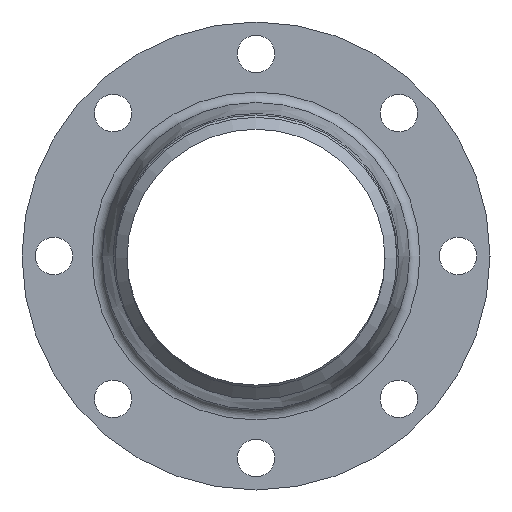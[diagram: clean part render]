
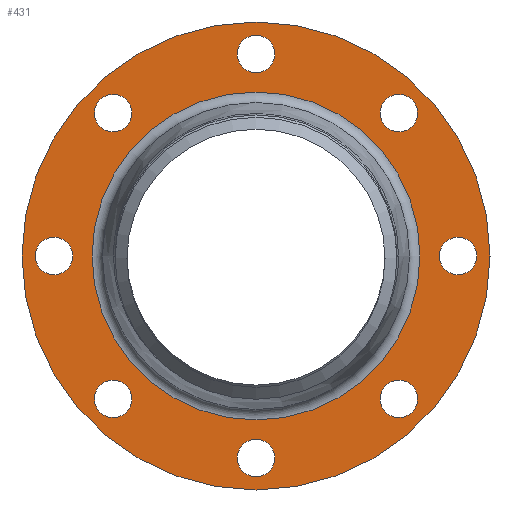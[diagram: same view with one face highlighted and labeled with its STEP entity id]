
A CAD part, left-side view. The second image highlights one B-rep face of the part: STEP entity #431.
In plain terms, the highlighted planar face has unit normal (-1, 0, 0).
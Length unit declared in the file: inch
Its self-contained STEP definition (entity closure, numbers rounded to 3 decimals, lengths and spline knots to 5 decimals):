
#19=FACE_BOUND('',#102,.T.);
#20=FACE_BOUND('',#103,.T.);
#21=FACE_BOUND('',#104,.T.);
#22=FACE_BOUND('',#105,.T.);
#23=FACE_BOUND('',#106,.T.);
#24=FACE_BOUND('',#107,.T.);
#25=FACE_BOUND('',#108,.T.);
#26=FACE_BOUND('',#109,.T.);
#27=FACE_BOUND('',#110,.T.);
#38=PLANE('',#493);
#77=FACE_OUTER_BOUND('',#101,.T.);
#101=EDGE_LOOP('',(#338));
#102=EDGE_LOOP('',(#339));
#103=EDGE_LOOP('',(#340));
#104=EDGE_LOOP('',(#341));
#105=EDGE_LOOP('',(#342));
#106=EDGE_LOOP('',(#343));
#107=EDGE_LOOP('',(#344));
#108=EDGE_LOOP('',(#345));
#109=EDGE_LOOP('',(#346));
#110=EDGE_LOOP('',(#347));
#182=CIRCLE('',#490,3.854);
#184=CIRCLE('',#494,5.5);
#185=CIRCLE('',#495,0.44);
#186=CIRCLE('',#496,0.44);
#187=CIRCLE('',#497,0.44);
#188=CIRCLE('',#498,0.44);
#189=CIRCLE('',#499,0.44);
#190=CIRCLE('',#500,0.44);
#191=CIRCLE('',#501,0.44);
#192=CIRCLE('',#502,0.44);
#221=VERTEX_POINT('',#1213);
#222=VERTEX_POINT('',#1224);
#223=VERTEX_POINT('',#1226);
#224=VERTEX_POINT('',#1228);
#225=VERTEX_POINT('',#1230);
#226=VERTEX_POINT('',#1232);
#227=VERTEX_POINT('',#1234);
#228=VERTEX_POINT('',#1236);
#229=VERTEX_POINT('',#1238);
#230=VERTEX_POINT('',#1240);
#262=EDGE_CURVE('',#221,#221,#182,.T.);
#266=EDGE_CURVE('',#222,#222,#184,.T.);
#267=EDGE_CURVE('',#223,#223,#185,.T.);
#268=EDGE_CURVE('',#224,#224,#186,.T.);
#269=EDGE_CURVE('',#225,#225,#187,.T.);
#270=EDGE_CURVE('',#226,#226,#188,.T.);
#271=EDGE_CURVE('',#227,#227,#189,.T.);
#272=EDGE_CURVE('',#228,#228,#190,.T.);
#273=EDGE_CURVE('',#229,#229,#191,.T.);
#274=EDGE_CURVE('',#230,#230,#192,.T.);
#338=ORIENTED_EDGE('',*,*,#266,.F.);
#339=ORIENTED_EDGE('',*,*,#267,.T.);
#340=ORIENTED_EDGE('',*,*,#268,.T.);
#341=ORIENTED_EDGE('',*,*,#269,.T.);
#342=ORIENTED_EDGE('',*,*,#270,.T.);
#343=ORIENTED_EDGE('',*,*,#271,.T.);
#344=ORIENTED_EDGE('',*,*,#272,.T.);
#345=ORIENTED_EDGE('',*,*,#273,.T.);
#346=ORIENTED_EDGE('',*,*,#274,.T.);
#347=ORIENTED_EDGE('',*,*,#262,.F.);
#431=ADVANCED_FACE('',(#77,#19,#20,#21,#22,#23,#24,#25,#26,#27),#38,.F.);
#490=AXIS2_PLACEMENT_3D('',#1215,#574,#575);
#493=AXIS2_PLACEMENT_3D('',#1223,#581,#582);
#494=AXIS2_PLACEMENT_3D('',#1225,#583,#584);
#495=AXIS2_PLACEMENT_3D('',#1227,#585,#586);
#496=AXIS2_PLACEMENT_3D('',#1229,#587,#588);
#497=AXIS2_PLACEMENT_3D('',#1231,#589,#590);
#498=AXIS2_PLACEMENT_3D('',#1233,#591,#592);
#499=AXIS2_PLACEMENT_3D('',#1235,#593,#594);
#500=AXIS2_PLACEMENT_3D('',#1237,#595,#596);
#501=AXIS2_PLACEMENT_3D('',#1239,#597,#598);
#502=AXIS2_PLACEMENT_3D('',#1241,#599,#600);
#574=DIRECTION('center_axis',(-1.,0.,0.));
#575=DIRECTION('ref_axis',(0.,-1.,0.));
#581=DIRECTION('center_axis',(1.,0.,0.));
#582=DIRECTION('ref_axis',(0.,1.,0.));
#583=DIRECTION('center_axis',(1.,0.,0.));
#584=DIRECTION('ref_axis',(0.,1.,0.));
#585=DIRECTION('center_axis',(1.,0.,0.));
#586=DIRECTION('ref_axis',(0.,1.,0.));
#587=DIRECTION('center_axis',(1.,0.,0.));
#588=DIRECTION('ref_axis',(0.,1.,0.));
#589=DIRECTION('center_axis',(1.,0.,0.));
#590=DIRECTION('ref_axis',(0.,1.,0.));
#591=DIRECTION('center_axis',(1.,0.,0.));
#592=DIRECTION('ref_axis',(0.,1.,0.));
#593=DIRECTION('center_axis',(1.,0.,0.));
#594=DIRECTION('ref_axis',(0.,1.,0.));
#595=DIRECTION('center_axis',(1.,0.,0.));
#596=DIRECTION('ref_axis',(0.,1.,0.));
#597=DIRECTION('center_axis',(1.,0.,0.));
#598=DIRECTION('ref_axis',(0.,1.,0.));
#599=DIRECTION('center_axis',(1.,0.,0.));
#600=DIRECTION('ref_axis',(0.,1.,0.));
#1213=CARTESIAN_POINT('',(0.,0.,3.854));
#1215=CARTESIAN_POINT('Origin',(0.,0.,0.));
#1223=CARTESIAN_POINT('Origin',(0.,0.,0.));
#1224=CARTESIAN_POINT('',(0.,-5.5,0.));
#1225=CARTESIAN_POINT('Origin',(0.,0.,0.));
#1226=CARTESIAN_POINT('',(0.,-3.79876,-3.35876));
#1227=CARTESIAN_POINT('Origin',(0.,-3.35876,-3.35876));
#1228=CARTESIAN_POINT('',(0.,2.91876,3.35876));
#1229=CARTESIAN_POINT('Origin',(0.,3.35876,3.35876));
#1230=CARTESIAN_POINT('',(0.,-5.19,0.));
#1231=CARTESIAN_POINT('Origin',(0.,-4.75,0.));
#1232=CARTESIAN_POINT('',(0.,4.31,0.));
#1233=CARTESIAN_POINT('Origin',(0.,4.75,0.));
#1234=CARTESIAN_POINT('',(0.,-0.44,-4.75));
#1235=CARTESIAN_POINT('Origin',(0.,0.,-4.75));
#1236=CARTESIAN_POINT('',(0.,-0.44,4.75));
#1237=CARTESIAN_POINT('Origin',(0.,0.,4.75));
#1238=CARTESIAN_POINT('',(0.,-3.79876,3.35876));
#1239=CARTESIAN_POINT('Origin',(0.,-3.35876,3.35876));
#1240=CARTESIAN_POINT('',(0.,2.91876,-3.35876));
#1241=CARTESIAN_POINT('Origin',(0.,3.35876,-3.35876));
